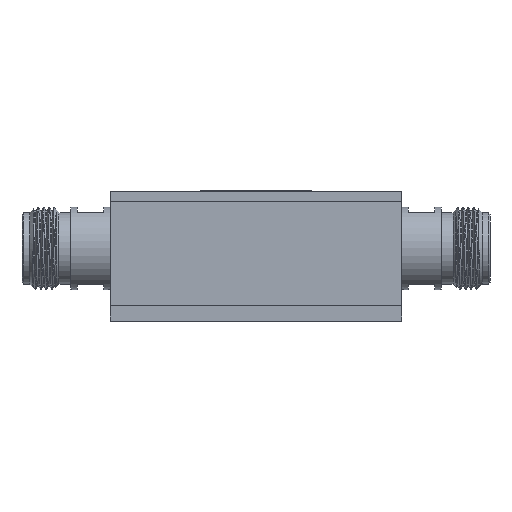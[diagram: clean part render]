
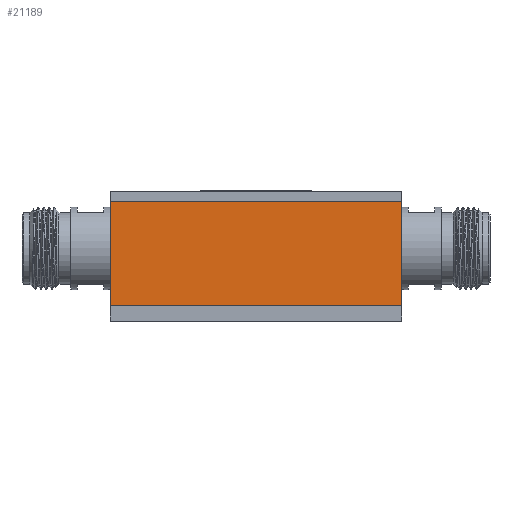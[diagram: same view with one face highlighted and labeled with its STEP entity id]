
A CAD part, left-side view. The second image highlights one B-rep face of the part: STEP entity #21189.
In plain terms, the highlighted planar face has unit normal (-1, 0, 0).
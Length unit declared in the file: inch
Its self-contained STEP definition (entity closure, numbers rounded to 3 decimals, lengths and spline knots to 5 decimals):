
#1552 = EDGE_LOOP ( 'NONE', ( #18190, #30341, #10817, #41598 ) ) ;
#3859 = CARTESIAN_POINT ( 'NONE',  ( -2.06693, -1.10236, 0.98425 ) ) ;
#4527 = VECTOR ( 'NONE', #21841, 39.37008 ) ;
#5015 = LINE ( 'NONE', #11674, #14860 ) ;
#6679 = FACE_OUTER_BOUND ( 'NONE', #1552, .T. ) ;
#9330 = LINE ( 'NONE', #42342, #4527 ) ;
#9815 = VERTEX_POINT ( 'NONE', #39970 ) ;
#10038 = VERTEX_POINT ( 'NONE', #40520 ) ;
#10178 = LINE ( 'NONE', #36490, #33201 ) ;
#10817 = ORIENTED_EDGE ( 'NONE', *, *, #13779, .T. ) ;
#11674 = CARTESIAN_POINT ( 'NONE',  ( -2.06693, -1.10236, 0.98425 ) ) ;
#12342 = LINE ( 'NONE', #25081, #24942 ) ;
#13385 = CARTESIAN_POINT ( 'NONE',  ( -2.06693, -1.10236, 0.90551 ) ) ;
#13721 = EDGE_CURVE ( 'NONE', #25250, #9815, #12342, .T. ) ;
#13779 = EDGE_CURVE ( 'NONE', #9815, #10038, #10178, .T. ) ;
#14860 = VECTOR ( 'NONE', #18153, 39.37008 ) ;
#15804 = CARTESIAN_POINT ( 'NONE',  ( -2.06693, 1.10236, 0.90551 ) ) ;
#16019 = DIRECTION ( 'NONE',  ( 0., -1., 0. ) ) ;
#16988 = DIRECTION ( 'NONE',  ( 0., 1., 0. ) ) ;
#18153 = DIRECTION ( 'NONE',  ( 0., 0., -1. ) ) ;
#18190 = ORIENTED_EDGE ( 'NONE', *, *, #24386, .F. ) ;
#21189 = ADVANCED_FACE ( 'NONE', ( #6679 ), #40286, .F. ) ;
#21841 = DIRECTION ( 'NONE',  ( 0., -1., 0. ) ) ;
#23060 = DIRECTION ( 'NONE',  ( 1., 0., 0. ) ) ;
#24386 = EDGE_CURVE ( 'NONE', #25250, #28130, #9330, .T. ) ;
#24942 = VECTOR ( 'NONE', #35226, 39.37008 ) ;
#25081 = CARTESIAN_POINT ( 'NONE',  ( -2.06693, 1.10236, 0.98425 ) ) ;
#25250 = VERTEX_POINT ( 'NONE', #15804 ) ;
#25774 = AXIS2_PLACEMENT_3D ( 'NONE', #3859, #23060, #16988 ) ;
#26153 = EDGE_CURVE ( 'NONE', #28130, #10038, #5015, .T. ) ;
#28130 = VERTEX_POINT ( 'NONE', #13385 ) ;
#30341 = ORIENTED_EDGE ( 'NONE', *, *, #13721, .T. ) ;
#33201 = VECTOR ( 'NONE', #16019, 39.37008 ) ;
#35226 = DIRECTION ( 'NONE',  ( 0., 0., -1. ) ) ;
#36490 = CARTESIAN_POINT ( 'NONE',  ( -2.06693, 0., 0.11811 ) ) ;
#39970 = CARTESIAN_POINT ( 'NONE',  ( -2.06693, 1.10236, 0.11811 ) ) ;
#40286 = PLANE ( 'NONE',  #25774 ) ;
#40520 = CARTESIAN_POINT ( 'NONE',  ( -2.06693, -1.10236, 0.11811 ) ) ;
#41598 = ORIENTED_EDGE ( 'NONE', *, *, #26153, .F. ) ;
#42342 = CARTESIAN_POINT ( 'NONE',  ( -2.06693, -1.10236, 0.90551 ) ) ;
